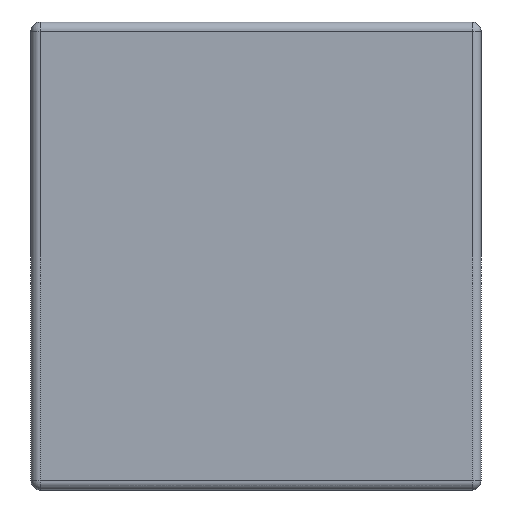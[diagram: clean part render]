
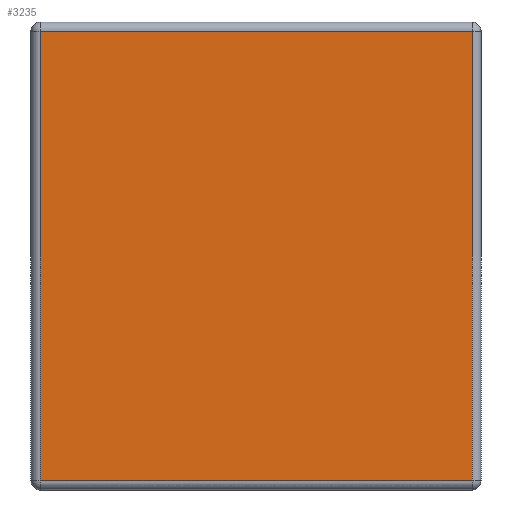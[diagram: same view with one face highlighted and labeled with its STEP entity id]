
A CAD part, left-side view. The second image highlights one B-rep face of the part: STEP entity #3235.
In plain terms, the highlighted planar face has unit normal (-1, 0, 0).
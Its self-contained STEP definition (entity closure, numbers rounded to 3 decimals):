
#15 = CARTESIAN_POINT ( 'NONE',  ( -1., -0.6, 1.3 ) ) ;
#32 = DIRECTION ( 'NONE',  ( 0., 0., 1. ) ) ;
#205 = ORIENTED_EDGE ( 'NONE', *, *, #1518, .T. ) ;
#304 = CARTESIAN_POINT ( 'NONE',  ( -1., 0.6, 0.025 ) ) ;
#368 = ORIENTED_EDGE ( 'NONE', *, *, #3363, .T. ) ;
#441 = AXIS2_PLACEMENT_3D ( 'NONE', #1539, #2682, #3526 ) ;
#587 = LINE ( 'NONE', #15, #2792 ) ;
#640 = VECTOR ( 'NONE', #1574, 1000. ) ;
#694 = LINE ( 'NONE', #1843, #640 ) ;
#898 = LINE ( 'NONE', #3491, #2061 ) ;
#1095 = EDGE_LOOP ( 'NONE', ( #3234, #205, #1982, #368 ) ) ;
#1375 = VERTEX_POINT ( 'NONE', #1460 ) ;
#1391 = VECTOR ( 'NONE', #2943, 1000. ) ;
#1460 = CARTESIAN_POINT ( 'NONE',  ( -1., -0.6, 1.275 ) ) ;
#1477 = FACE_OUTER_BOUND ( 'NONE', #1095, .T. ) ;
#1517 = PLANE ( 'NONE',  #441 ) ;
#1518 = EDGE_CURVE ( 'NONE', #3594, #2680, #694, .T. ) ;
#1539 = CARTESIAN_POINT ( 'NONE',  ( -1., 0., 1.3 ) ) ;
#1574 = DIRECTION ( 'NONE',  ( 0., 0., -1. ) ) ;
#1843 = CARTESIAN_POINT ( 'NONE',  ( -1., 0.6, 0. ) ) ;
#1982 = ORIENTED_EDGE ( 'NONE', *, *, #3644, .T. ) ;
#2061 = VECTOR ( 'NONE', #2938, 1000. ) ;
#2096 = CARTESIAN_POINT ( 'NONE',  ( -1., -0.6, 0.025 ) ) ;
#2680 = VERTEX_POINT ( 'NONE', #304 ) ;
#2682 = DIRECTION ( 'NONE',  ( -1., 0., 0. ) ) ;
#2709 = LINE ( 'NONE', #3274, #1391 ) ;
#2792 = VECTOR ( 'NONE', #32, 1000. ) ;
#2880 = EDGE_CURVE ( 'NONE', #1375, #3594, #898, .T. ) ;
#2931 = VERTEX_POINT ( 'NONE', #2096 ) ;
#2938 = DIRECTION ( 'NONE',  ( 0., 1., 0. ) ) ;
#2943 = DIRECTION ( 'NONE',  ( 0., -1., 0. ) ) ;
#3234 = ORIENTED_EDGE ( 'NONE', *, *, #2880, .T. ) ;
#3235 = ADVANCED_FACE ( 'NONE', ( #1477 ), #1517, .T. ) ;
#3274 = CARTESIAN_POINT ( 'NONE',  ( -1., -0.625, 0.025 ) ) ;
#3363 = EDGE_CURVE ( 'NONE', #2931, #1375, #587, .T. ) ;
#3491 = CARTESIAN_POINT ( 'NONE',  ( -1., 0., 1.275 ) ) ;
#3526 = DIRECTION ( 'NONE',  ( 0., 0., 1. ) ) ;
#3594 = VERTEX_POINT ( 'NONE', #3688 ) ;
#3644 = EDGE_CURVE ( 'NONE', #2680, #2931, #2709, .T. ) ;
#3688 = CARTESIAN_POINT ( 'NONE',  ( -1., 0.6, 1.275 ) ) ;
